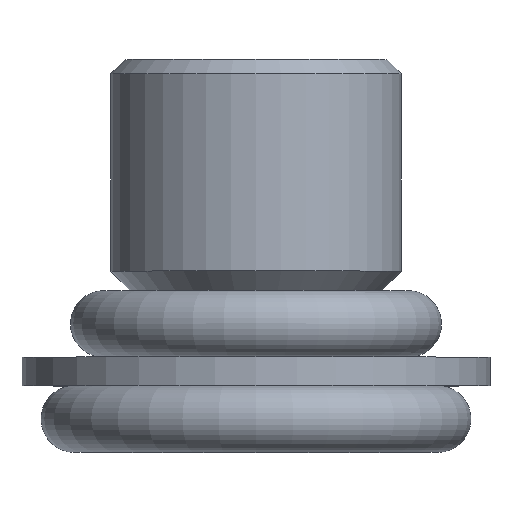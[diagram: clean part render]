
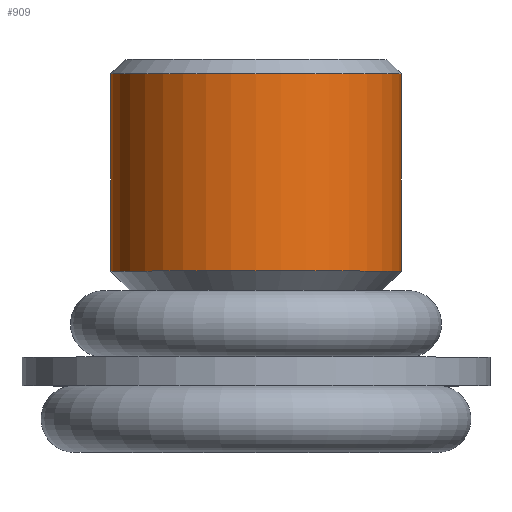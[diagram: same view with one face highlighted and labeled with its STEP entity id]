
A CAD part, top view. The second image highlights one B-rep face of the part: STEP entity #909.
In plain terms, the highlighted cylindrical face has radius 3.873 mm (diameter 7.747 mm), a partial arc.
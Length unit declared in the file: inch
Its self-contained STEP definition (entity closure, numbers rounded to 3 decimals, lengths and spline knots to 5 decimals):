
#246=DIRECTION('',(0.,1.,0.));
#247=VECTOR('',#246,0.2075);
#248=CARTESIAN_POINT('',(0.1525,0.0905,0.));
#249=LINE('',#248,#247);
#250=DIRECTION('',(0.,1.,0.));
#251=VECTOR('',#250,0.2075);
#252=CARTESIAN_POINT('',(-0.1525,0.0905,0.));
#253=LINE('',#252,#251);
#259=CARTESIAN_POINT('',(0.,0.0905,0.));
#260=DIRECTION('',(0.,-1.,0.));
#261=DIRECTION('',(1.,0.,0.));
#262=AXIS2_PLACEMENT_3D('',#259,#260,#261);
#264=CARTESIAN_POINT('',(0.,0.298,0.));
#265=DIRECTION('',(0.,-1.,0.));
#266=DIRECTION('',(1.,0.,0.));
#267=AXIS2_PLACEMENT_3D('',#264,#265,#266);
#582=CARTESIAN_POINT('',(0.1525,0.0905,0.));
#583=VERTEX_POINT('',#582);
#584=CARTESIAN_POINT('',(0.1525,0.298,0.));
#585=VERTEX_POINT('',#584);
#596=CARTESIAN_POINT('',(-0.1525,0.0905,0.));
#597=VERTEX_POINT('',#596);
#598=CARTESIAN_POINT('',(-0.1525,0.298,0.));
#599=VERTEX_POINT('',#598);
#897=CARTESIAN_POINT('',(0.,0.33015,0.));
#898=DIRECTION('',(0.,-1.,0.));
#899=DIRECTION('',(-1.,0.,0.));
#900=AXIS2_PLACEMENT_3D('',#897,#898,#899);
#901=CYLINDRICAL_SURFACE('',#900,0.1525);
#902=ORIENTED_EDGE('',*,*,#887,.F.);
#903=ORIENTED_EDGE('',*,*,#864,.T.);
#904=ORIENTED_EDGE('',*,*,#891,.T.);
#906=ORIENTED_EDGE('',*,*,#905,.F.);
#907=EDGE_LOOP('',(#902,#903,#904,#906));
#908=FACE_OUTER_BOUND('',#907,.F.);
#909=ADVANCED_FACE('',(#908),#901,.T.);
#263=CIRCLE('',#262,0.1525);
#268=CIRCLE('',#267,0.1525);
#864=EDGE_CURVE('',#583,#597,#263,.T.);
#887=EDGE_CURVE('',#583,#585,#249,.T.);
#891=EDGE_CURVE('',#597,#599,#253,.T.);
#905=EDGE_CURVE('',#585,#599,#268,.T.);
